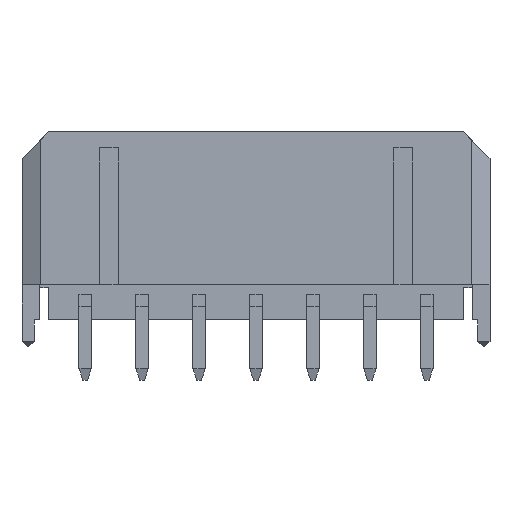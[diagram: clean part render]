
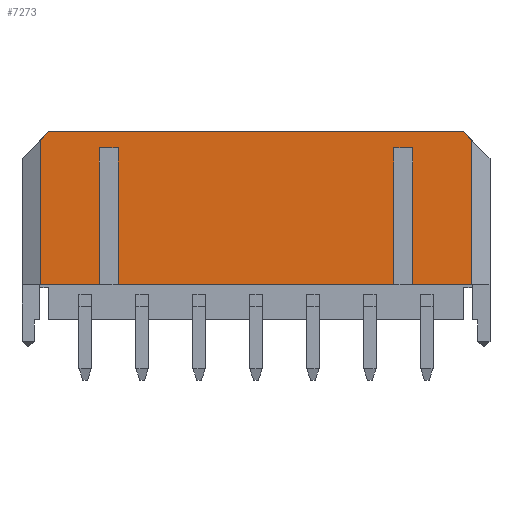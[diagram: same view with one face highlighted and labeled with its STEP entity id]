
A CAD part, front view. The second image highlights one B-rep face of the part: STEP entity #7273.
In plain terms, the highlighted planar face has unit normal (0, -1, 0).
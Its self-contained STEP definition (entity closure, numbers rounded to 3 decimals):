
#1513=DIRECTION('',(0.,0.,1.));
#1514=VECTOR('',#1513,7.2);
#1515=CARTESIAN_POINT('',(7.25,-1.93,-3.1));
#1516=LINE('',#1515,#1514);
#1517=DIRECTION('',(-1.,0.,0.));
#1518=VECTOR('',#1517,14.5);
#1519=CARTESIAN_POINT('',(7.25,-1.93,-3.1));
#1520=LINE('',#1519,#1518);
#1521=DIRECTION('',(0.,0.,1.));
#1522=VECTOR('',#1521,7.2);
#1523=CARTESIAN_POINT('',(-7.25,-1.93,-3.1));
#1524=LINE('',#1523,#1522);
#1525=DIRECTION('',(-1.,0.,0.));
#1526=VECTOR('',#1525,1.);
#1527=CARTESIAN_POINT('',(-7.25,-1.93,4.1));
#1528=LINE('',#1527,#1526);
#1529=DIRECTION('',(0.,0.,1.));
#1530=VECTOR('',#1529,7.2);
#1531=CARTESIAN_POINT('',(-8.25,-1.93,-3.1));
#1532=LINE('',#1531,#1530);
#1533=DIRECTION('',(-1.,0.,0.));
#1534=VECTOR('',#1533,3.11);
#1535=CARTESIAN_POINT('',(-8.25,-1.93,-3.1));
#1536=LINE('',#1535,#1534);
#1537=DIRECTION('',(0.,0.,1.));
#1538=VECTOR('',#1537,7.61);
#1539=CARTESIAN_POINT('',(-11.36,-1.93,-3.1));
#1540=LINE('',#1539,#1538);
#1541=DIRECTION('',(-0.707,0.,-0.707));
#1542=VECTOR('',#1541,0.622);
#1543=CARTESIAN_POINT('',(-10.92,-1.93,4.95));
#1544=LINE('',#1543,#1542);
#1545=DIRECTION('',(1.,0.,0.));
#1546=VECTOR('',#1545,21.84);
#1547=CARTESIAN_POINT('',(-10.92,-1.93,4.95));
#1548=LINE('',#1547,#1546);
#1549=DIRECTION('',(-0.707,0.,0.707));
#1550=VECTOR('',#1549,0.622);
#1551=CARTESIAN_POINT('',(11.36,-1.93,4.51));
#1552=LINE('',#1551,#1550);
#1553=DIRECTION('',(0.,0.,-1.));
#1554=VECTOR('',#1553,7.61);
#1555=CARTESIAN_POINT('',(11.36,-1.93,4.51));
#1556=LINE('',#1555,#1554);
#1557=DIRECTION('',(-1.,0.,0.));
#1558=VECTOR('',#1557,3.11);
#1559=CARTESIAN_POINT('',(11.36,-1.93,-3.1));
#1560=LINE('',#1559,#1558);
#1561=DIRECTION('',(0.,0.,1.));
#1562=VECTOR('',#1561,7.2);
#1563=CARTESIAN_POINT('',(8.25,-1.93,-3.1));
#1564=LINE('',#1563,#1562);
#1565=DIRECTION('',(-1.,0.,0.));
#1566=VECTOR('',#1565,1.);
#1567=CARTESIAN_POINT('',(8.25,-1.93,4.1));
#1568=LINE('',#1567,#1566);
#4229=CARTESIAN_POINT('',(7.25,-1.93,-3.1));
#4230=CARTESIAN_POINT('',(7.25,-1.93,4.1));
#4231=VERTEX_POINT('',#4229);
#4232=VERTEX_POINT('',#4230);
#4233=CARTESIAN_POINT('',(8.25,-1.93,-3.1));
#4234=CARTESIAN_POINT('',(8.25,-1.93,4.1));
#4235=VERTEX_POINT('',#4233);
#4236=VERTEX_POINT('',#4234);
#4377=CARTESIAN_POINT('',(-10.92,-1.93,4.95));
#4378=CARTESIAN_POINT('',(-11.36,-1.93,4.51));
#4379=VERTEX_POINT('',#4377);
#4380=VERTEX_POINT('',#4378);
#4381=CARTESIAN_POINT('',(11.36,-1.93,4.51));
#4382=CARTESIAN_POINT('',(10.92,-1.93,4.95));
#4383=VERTEX_POINT('',#4381);
#4384=VERTEX_POINT('',#4382);
#4477=CARTESIAN_POINT('',(-11.36,-1.93,-3.1));
#4478=VERTEX_POINT('',#4477);
#4479=CARTESIAN_POINT('',(11.36,-1.93,-3.1));
#4480=VERTEX_POINT('',#4479);
#4517=CARTESIAN_POINT('',(-7.25,-1.93,-3.1));
#4518=VERTEX_POINT('',#4517);
#4527=CARTESIAN_POINT('',(-7.25,-1.93,4.1));
#4528=CARTESIAN_POINT('',(-8.25,-1.93,4.1));
#4529=VERTEX_POINT('',#4527);
#4530=VERTEX_POINT('',#4528);
#4531=CARTESIAN_POINT('',(-8.25,-1.93,-3.1));
#4532=VERTEX_POINT('',#4531);
#7239=CARTESIAN_POINT('',(-12.32,-1.93,4.95));
#7240=DIRECTION('',(0.,-1.,0.));
#7241=DIRECTION('',(0.,0.,-1.));
#7242=AXIS2_PLACEMENT_3D('',#7239,#7240,#7241);
#7243=PLANE('',#7242);
#7245=ORIENTED_EDGE('',*,*,#7244,.F.);
#7247=ORIENTED_EDGE('',*,*,#7246,.T.);
#7249=ORIENTED_EDGE('',*,*,#7248,.T.);
#7251=ORIENTED_EDGE('',*,*,#7250,.T.);
#7253=ORIENTED_EDGE('',*,*,#7252,.F.);
#7255=ORIENTED_EDGE('',*,*,#7254,.T.);
#7257=ORIENTED_EDGE('',*,*,#7256,.T.);
#7259=ORIENTED_EDGE('',*,*,#7258,.F.);
#7261=ORIENTED_EDGE('',*,*,#7260,.T.);
#7263=ORIENTED_EDGE('',*,*,#7262,.F.);
#7264=ORIENTED_EDGE('',*,*,#7228,.T.);
#7266=ORIENTED_EDGE('',*,*,#7265,.T.);
#7268=ORIENTED_EDGE('',*,*,#7267,.T.);
#7270=ORIENTED_EDGE('',*,*,#7269,.T.);
#7271=EDGE_LOOP('',(#7245,#7247,#7249,#7251,#7253,#7255,#7257,#7259,#7261,#7263,
#7264,#7266,#7268,#7270));
#7272=FACE_OUTER_BOUND('',#7271,.F.);
#7273=ADVANCED_FACE('',(#7272),#7243,.T.);
#7228=EDGE_CURVE('',#4383,#4480,#1556,.T.);
#7244=EDGE_CURVE('',#4231,#4232,#1516,.T.);
#7246=EDGE_CURVE('',#4231,#4518,#1520,.T.);
#7248=EDGE_CURVE('',#4518,#4529,#1524,.T.);
#7250=EDGE_CURVE('',#4529,#4530,#1528,.T.);
#7252=EDGE_CURVE('',#4532,#4530,#1532,.T.);
#7254=EDGE_CURVE('',#4532,#4478,#1536,.T.);
#7256=EDGE_CURVE('',#4478,#4380,#1540,.T.);
#7258=EDGE_CURVE('',#4379,#4380,#1544,.T.);
#7260=EDGE_CURVE('',#4379,#4384,#1548,.T.);
#7262=EDGE_CURVE('',#4383,#4384,#1552,.T.);
#7265=EDGE_CURVE('',#4480,#4235,#1560,.T.);
#7267=EDGE_CURVE('',#4235,#4236,#1564,.T.);
#7269=EDGE_CURVE('',#4236,#4232,#1568,.T.);
